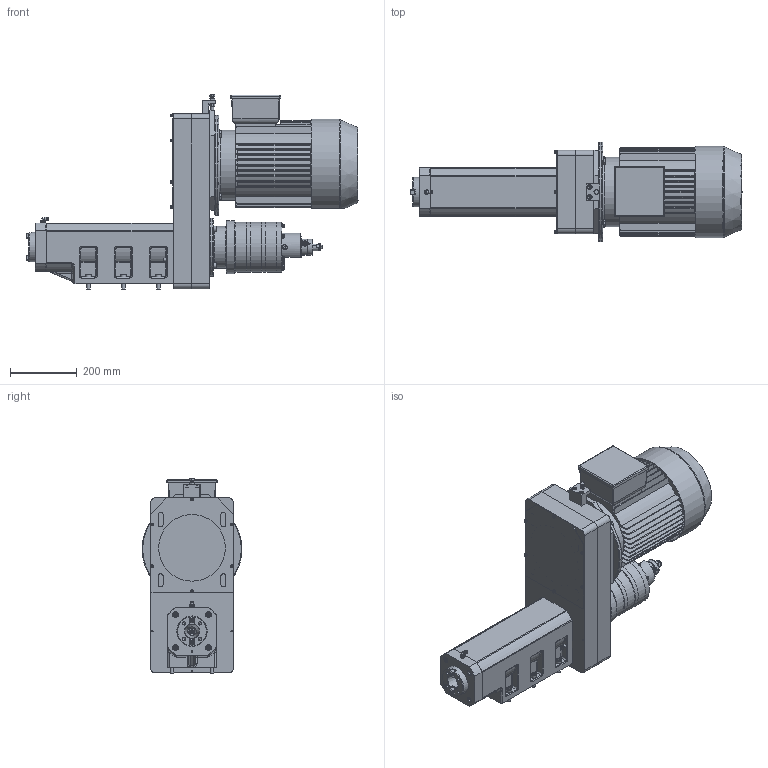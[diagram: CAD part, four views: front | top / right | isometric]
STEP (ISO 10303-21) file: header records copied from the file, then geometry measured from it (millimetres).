
FILE_DESCRIPTION(/* description */ ('CG.40-AN'),/* implementation_level */ '2;1');
FILE_NAME(/* name */ 'CG.40-AN',/* time_stamp */ '2024-10-23T12:13:52+02:00',/* author */ ('Javier Lete'),/* organization */ ('Erlo Group'),/* preprocessor_version */ 'ST-DEVELOPER v18.102',/* originating_system */ 'Solid Edge',/* authorisation */ 'Unknown');
FILE_SCHEMA (('AUTOMOTIVE_DESIGN {1 0 10303 214 3 1 1}'));
Products named in the file (1): CG.40-AN
Bounding box: 996 x 300 x 583.1 mm (x, y, z)
Surface area: 2255818.4 mm2 (no closed solid volume)
Topology: 0 solids, 242 shells, 1628 faces, 7232 edges, 5712 vertices
Faces by surface type: plane 811, cylinder 437, cone 181, torus 152, bspline 36, sphere 11
Full cylindrical faces by diameter (mm): 4.134 x3, 4.2 x1, 8 x3, 8.5 x6, 9 x2, 10 x25, 10.106 x4, 11 x1, 11.5 x2, 12 x10, 12.8 x1, 14 x2, 14.5 x2, 16 x14, 17.5 x10, 24 x4, 50 x1, 88.882 x1, 125 x1, 160 x1, 175 x1, 210 x2, 300 x1
Entity records: 85057 total; most frequent: CARTESIAN_POINT 28624, DIRECTION 10194, ORIENTED_EDGE 9711, EDGE_CURVE 6885, VERTEX_POINT 5674, LINE 3516, VECTOR 3516, AXIS2_PLACEMENT_3D 3339
